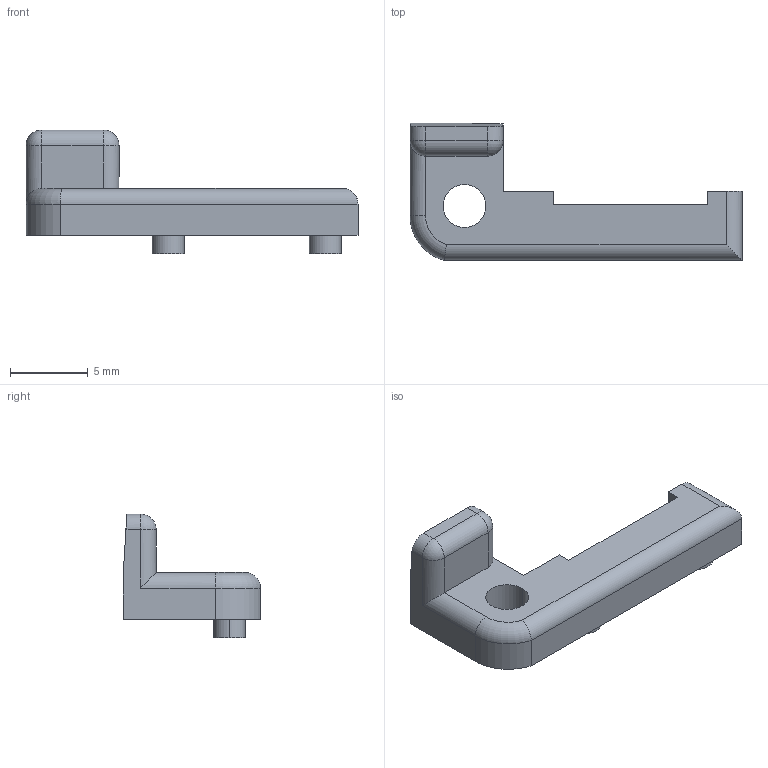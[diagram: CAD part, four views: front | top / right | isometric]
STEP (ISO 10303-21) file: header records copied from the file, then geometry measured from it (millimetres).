
FILE_DESCRIPTION (( 'STEP AP214' ), '1' );
FILE_NAME ('NP0183_RIGHT- ISS - B .STEP', '2017-03-31T11:44:01', ( 'sicon' ), ( '' ), 'SwSTEP 2.0', 'SolidWorks 2016', '' );
FILE_SCHEMA (( 'AUTOMOTIVE_DESIGN' ));
Length unit declared in the file: millimetre
Products named in the file (1): NP0183_RIGHT- ISS - B 
Bounding box: 21.33 x 8.8 x 7.95 mm (x, y, z)
Volume: 346.8 mm3; surface area: 470.6 mm2
Topology: 1 solids, 1 shells, 43 faces, 109 edges, 68 vertices
Faces by surface type: plane 25, cylinder 15, sphere 2, torus 1
Entity records: 1311 total; most frequent: CARTESIAN_POINT 240, DIRECTION 215, ORIENTED_EDGE 214, EDGE_CURVE 107, VECTOR 77, LINE 77, AXIS2_PLACEMENT_3D 69, VERTEX_POINT 68
